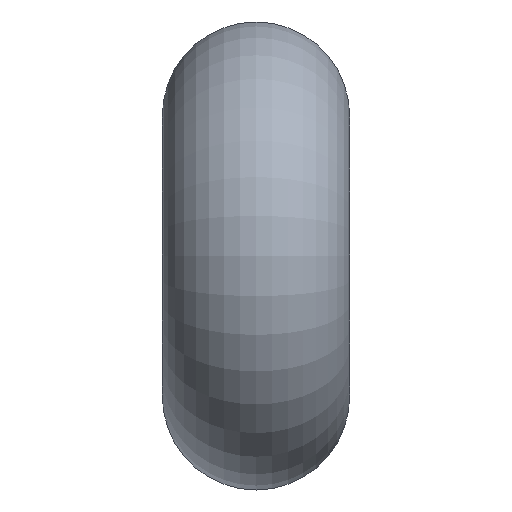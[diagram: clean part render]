
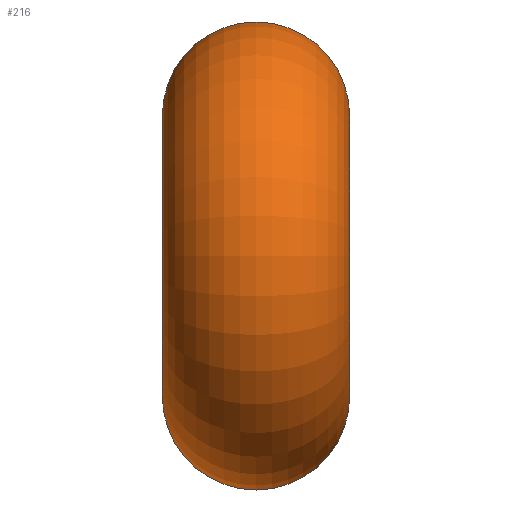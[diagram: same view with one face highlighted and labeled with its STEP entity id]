
A CAD part, left-side view. The second image highlights one B-rep face of the part: STEP entity #216.
In plain terms, the highlighted toroidal (fillet/blend) face has major radius 3 mm and minor radius 2 mm.
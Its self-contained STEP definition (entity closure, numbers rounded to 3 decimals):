
#15=TOROIDAL_SURFACE('',#249,3.,2.);
#36=FACE_OUTER_BOUND('',#50,.T.);
#50=EDGE_LOOP('',(#169,#170,#171,#172));
#61=CIRCLE('',#240,3.);
#65=CIRCLE('',#248,2.);
#66=CIRCLE('',#250,2.);
#67=CIRCLE('',#251,3.);
#101=VERTEX_POINT('',#341);
#103=VERTEX_POINT('',#344);
#113=VERTEX_POINT('',#368);
#114=VERTEX_POINT('',#372);
#122=EDGE_CURVE('',#103,#101,#61,.T.);
#135=EDGE_CURVE('',#113,#101,#65,.T.);
#136=EDGE_CURVE('',#114,#103,#66,.T.);
#137=EDGE_CURVE('',#113,#114,#67,.T.);
#169=ORIENTED_EDGE('',*,*,#136,.T.);
#170=ORIENTED_EDGE('',*,*,#122,.T.);
#171=ORIENTED_EDGE('',*,*,#135,.F.);
#172=ORIENTED_EDGE('',*,*,#137,.T.);
#216=ADVANCED_FACE('',(#36),#15,.T.);
#240=AXIS2_PLACEMENT_3D('',#345,#272,#273);
#248=AXIS2_PLACEMENT_3D('',#370,#295,#296);
#249=AXIS2_PLACEMENT_3D('',#371,#297,#298);
#250=AXIS2_PLACEMENT_3D('',#373,#299,#300);
#251=AXIS2_PLACEMENT_3D('',#374,#301,#302);
#272=DIRECTION('center_axis',(0.,-1.,0.));
#273=DIRECTION('ref_axis',(-1.,0.,0.));
#295=DIRECTION('center_axis',(0.882,0.,0.471));
#296=DIRECTION('ref_axis',(0.471,0.,-0.882));
#297=DIRECTION('center_axis',(0.,1.,0.));
#298=DIRECTION('ref_axis',(-1.,0.,0.));
#299=DIRECTION('center_axis',(-0.882,0.,0.471));
#300=DIRECTION('ref_axis',(0.471,0.,0.882));
#301=DIRECTION('center_axis',(0.,1.,0.));
#302=DIRECTION('ref_axis',(-1.,0.,0.));
#341=CARTESIAN_POINT('',(1.412,4.,-2.647));
#344=CARTESIAN_POINT('',(1.412,4.,2.647));
#345=CARTESIAN_POINT('Origin',(0.,4.,0.));
#368=CARTESIAN_POINT('',(1.412,0.,-2.647));
#370=CARTESIAN_POINT('Origin',(1.412,2.,-2.647));
#371=CARTESIAN_POINT('Origin',(0.,2.,0.));
#372=CARTESIAN_POINT('',(1.412,0.,2.647));
#373=CARTESIAN_POINT('Origin',(1.412,2.,2.647));
#374=CARTESIAN_POINT('Origin',(0.,0.,0.));
